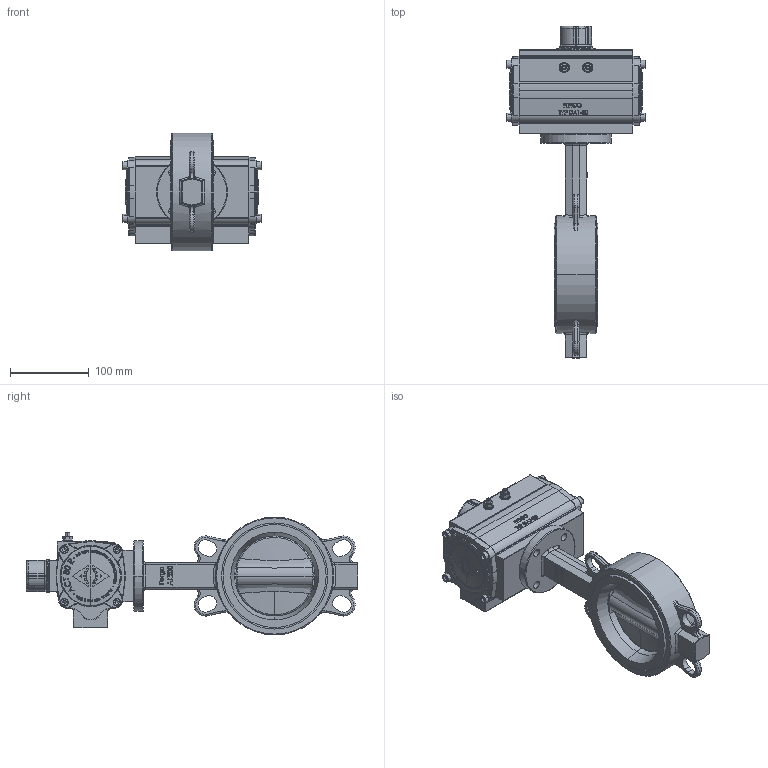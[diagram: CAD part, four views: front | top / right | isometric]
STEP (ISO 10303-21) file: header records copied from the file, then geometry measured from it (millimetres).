
FILE_DESCRIPTION (( 'STEP AP214' ), '1' );
FILE_NAME ('AK200-DN100-PN-10-16-ANSI-150-Pneumatischer-DA80-Doppeltwirkend-Schwenkantrieb-Fergo.STEP', '2022-12-12T09:17:00', ( '' ), ( '' ), 'SwSTEP 2.0', 'SolidWorks 2022', '' );
FILE_SCHEMA (( 'AUTOMOTIVE_DESIGN' ));
Length unit declared in the file: millimetre
Products named in the file (3): 0080 ADA; AK200-DN100-FW_Standard; AK200-DN100-PN-10-16-ANSI-150-Pneumatischer-DA80-Doppeltwirkend-Schwenkantrieb-Fergo
Assembly tree (2 placements, depth 2):
  AK200-DN100-PN-10-16-ANSI-150-Pneumatischer-DA80-Doppeltwirkend-Schwenkantrieb-Fergo
    0080 ADA
    AK200-DN100-FW_Standard
Bounding box: 176.9 x 422.29 x 150 mm (x, y, z)
Volume: 1547540.1 mm3; surface area: 448331.8 mm2
Topology: 42 solids, 42 shells, 5620 faces, 15151 edges, 9751 vertices
Faces by surface type: plane 2862, cylinder 1154, bspline 795, cone 304, torus 292, sphere 213
Entity records: 234449 total; most frequent: CARTESIAN_POINT 89449, ORIENTED_EDGE 29978, DIRECTION 28395, EDGE_CURVE 14989, AXIS2_PLACEMENT_3D 11129, VERTEX_POINT 9742, CIRCLE 6299, LINE 6137
